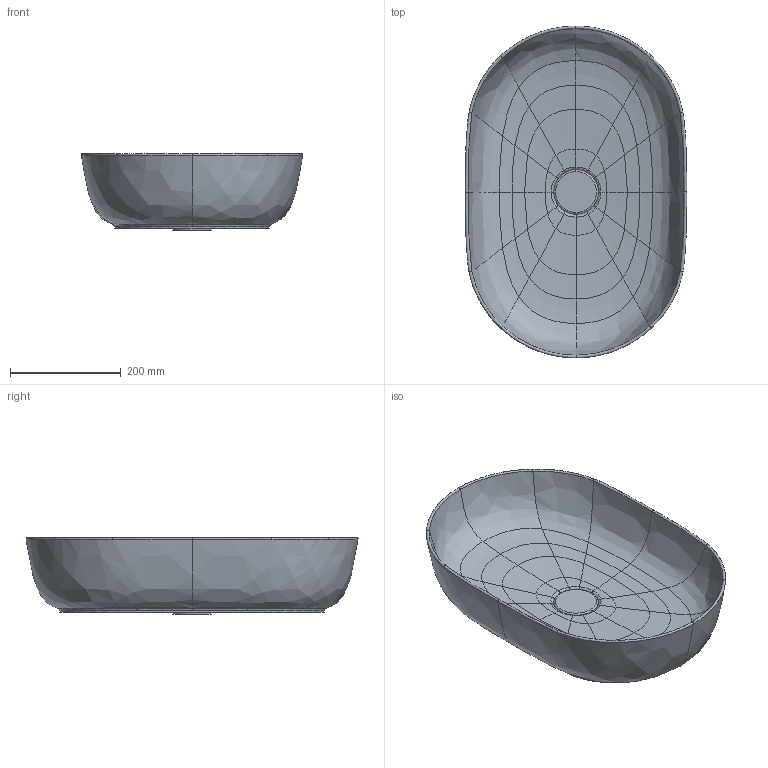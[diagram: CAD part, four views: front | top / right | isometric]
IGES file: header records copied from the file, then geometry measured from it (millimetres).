
Global section: file name: No Iges File Name specified; native system: Autodesk Inventor 2011; preprocessor: AutoDesk Inventor Iges Exporter R2011; author: Administrator; date: 20170620.123910; units: millimetre
Bounding box: 400.2 x 600.2 x 138.78 mm (x, y, z)
Volume: 5804536.6 mm3; surface area: 697484.2 mm2
Topology: 3 solids, 3 shells, 274 faces, 623 edges, 359 vertices
Faces by surface type: bspline 188, revolution 30, plane 30, cylinder 16, torus 6, cone 4
